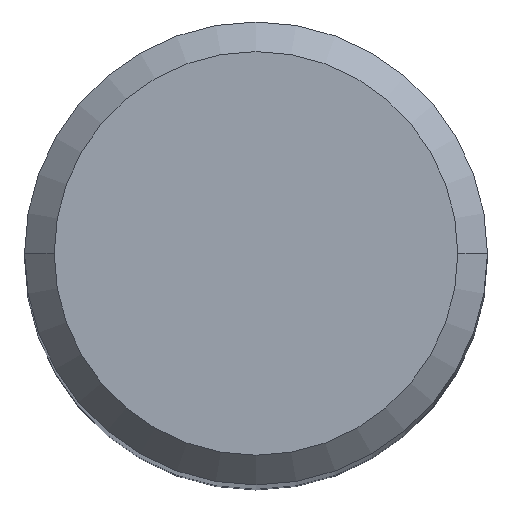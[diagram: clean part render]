
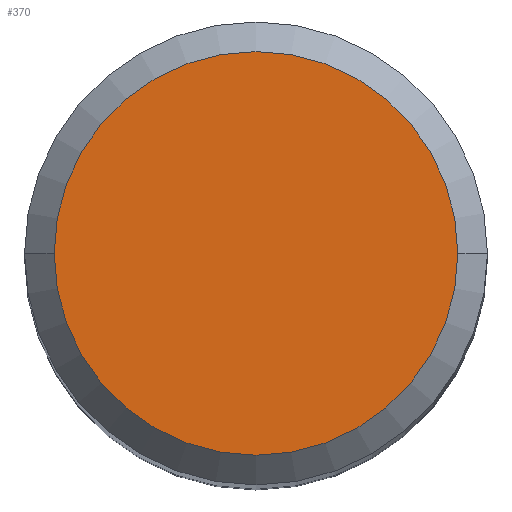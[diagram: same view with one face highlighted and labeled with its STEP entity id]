
A CAD part, top view. The second image highlights one B-rep face of the part: STEP entity #370.
In plain terms, the highlighted planar face has unit normal (0, 0, 1).
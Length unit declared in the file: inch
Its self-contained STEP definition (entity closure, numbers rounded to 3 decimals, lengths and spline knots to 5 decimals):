
#42 = AXIS2_PLACEMENT_3D ( 'NONE', #231, #292, #53 ) ;
#49 = ORIENTED_EDGE ( 'NONE', *, *, #373, .T. ) ;
#53 = DIRECTION ( 'NONE',  ( 1., 0., 0. ) ) ;
#62 = CIRCLE ( 'NONE', #179, 0.13625 ) ;
#77 = FACE_OUTER_BOUND ( 'NONE', #141, .T. ) ;
#78 = DIRECTION ( 'NONE',  ( 0., 0., 1. ) ) ;
#89 = ORIENTED_EDGE ( 'NONE', *, *, #145, .T. ) ;
#141 = EDGE_LOOP ( 'NONE', ( #89, #49 ) ) ;
#145 = EDGE_CURVE ( 'NONE', #414, #352, #281, .T. ) ;
#179 = AXIS2_PLACEMENT_3D ( 'NONE', #227, #78, #427 ) ;
#227 = CARTESIAN_POINT ( 'NONE',  ( 0., 0., 0. ) ) ;
#231 = CARTESIAN_POINT ( 'NONE',  ( 0., 0., 0. ) ) ;
#236 = AXIS2_PLACEMENT_3D ( 'NONE', #322, #257, #392 ) ;
#257 = DIRECTION ( 'NONE',  ( 0., 0., -1. ) ) ;
#281 = CIRCLE ( 'NONE', #42, 0.13625 ) ;
#292 = DIRECTION ( 'NONE',  ( 0., 0., 1. ) ) ;
#315 = CARTESIAN_POINT ( 'NONE',  ( 0.13625, 0., 0. ) ) ;
#318 = CARTESIAN_POINT ( 'NONE',  ( -0.13625, 0., 0. ) ) ;
#322 = CARTESIAN_POINT ( 'NONE',  ( 0., 0.13625, 0. ) ) ;
#327 = PLANE ( 'NONE',  #236 ) ;
#352 = VERTEX_POINT ( 'NONE', #315 ) ;
#370 = ADVANCED_FACE ( 'NONE', ( #77 ), #327, .F. ) ;
#373 = EDGE_CURVE ( 'NONE', #352, #414, #62, .T. ) ;
#392 = DIRECTION ( 'NONE',  ( -1., 0., 0. ) ) ;
#414 = VERTEX_POINT ( 'NONE', #318 ) ;
#427 = DIRECTION ( 'NONE',  ( 1., 0., 0. ) ) ;
